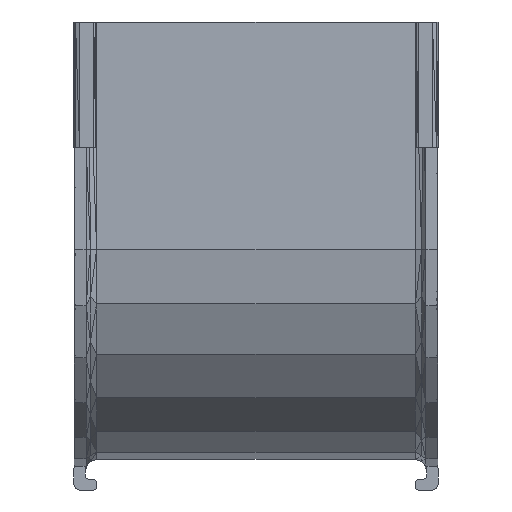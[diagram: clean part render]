
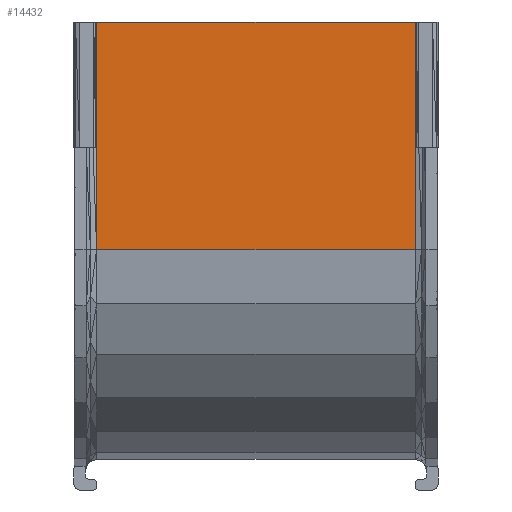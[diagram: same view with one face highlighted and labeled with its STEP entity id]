
A CAD part, front view. The second image highlights one B-rep face of the part: STEP entity #14432.
In plain terms, the highlighted planar face has unit normal (0, -1, 0).
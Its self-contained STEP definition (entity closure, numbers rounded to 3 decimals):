
#98 = PLANE('',#99);
#99 = AXIS2_PLACEMENT_3D('',#100,#101,#102);
#100 = CARTESIAN_POINT('',(0.,30.095,0.));
#101 = DIRECTION('',(0.,0.,1.));
#102 = DIRECTION('',(1.,0.,0.));
#1301 = VERTEX_POINT('',#1302);
#1302 = CARTESIAN_POINT('',(-28.,29.986,-40.));
#1309 = PLANE('',#1310);
#1310 = AXIS2_PLACEMENT_3D('',#1311,#1312,#1313);
#1311 = CARTESIAN_POINT('',(-28.36,29.836,
    -19.625));
#1312 = DIRECTION('',(0.383,-0.924,0.
    ));
#1313 = DIRECTION('',(-0.924,-0.383,0.));
#1328 = EDGE_CURVE('',#1301,#1329,#1331,.T.);
#1329 = VERTEX_POINT('',#1330);
#1330 = CARTESIAN_POINT('',(-28.,29.986,0.));
#1331 = SURFACE_CURVE('',#1332,(#1336,#1343),.PCURVE_S1.);
#1332 = LINE('',#1333,#1334);
#1333 = CARTESIAN_POINT('',(-28.,29.986,-40.));
#1334 = VECTOR('',#1335,1.);
#1335 = DIRECTION('',(0.,0.,1.));
#1336 = PCURVE('',#1309,#1337);
#1337 = DEFINITIONAL_REPRESENTATION('',(#1338),#1342);
#1338 = LINE('',#1339,#1340);
#1339 = CARTESIAN_POINT('',(-0.39,20.375));
#1340 = VECTOR('',#1341,1.);
#1341 = DIRECTION('',(0.,-1.));
#1342 = ( GEOMETRIC_REPRESENTATION_CONTEXT(2) 
PARAMETRIC_REPRESENTATION_CONTEXT() REPRESENTATION_CONTEXT('2D SPACE',''
  ) );
#1343 = PCURVE('',#1344,#1349);
#1344 = PLANE('',#1345);
#1345 = AXIS2_PLACEMENT_3D('',#1346,#1347,#1348);
#1346 = CARTESIAN_POINT('',(0.,29.986,-20.));
#1347 = DIRECTION('',(-0.,-1.,-0.));
#1348 = DIRECTION('',(0.,0.,-1.));
#1349 = DEFINITIONAL_REPRESENTATION('',(#1350),#1354);
#1350 = LINE('',#1351,#1352);
#1351 = CARTESIAN_POINT('',(20.,-28.));
#1352 = VECTOR('',#1353,1.);
#1353 = DIRECTION('',(-1.,0.));
#1354 = ( GEOMETRIC_REPRESENTATION_CONTEXT(2) 
PARAMETRIC_REPRESENTATION_CONTEXT() REPRESENTATION_CONTEXT('2D SPACE',''
  ) );
#1478 = PLANE('',#1479);
#1479 = AXIS2_PLACEMENT_3D('',#1480,#1481,#1482);
#1480 = CARTESIAN_POINT('',(0.,30.613,-44.764));
#1481 = DIRECTION('',(-0.,-0.991,-0.131));
#1482 = DIRECTION('',(0.,0.131,-0.991));
#10528 = VERTEX_POINT('',#10529);
#10529 = CARTESIAN_POINT('',(28.,29.986,0.));
#10550 = PLANE('',#10551);
#10551 = AXIS2_PLACEMENT_3D('',#10552,#10553,#10554);
#10552 = CARTESIAN_POINT('',(28.278,29.903,
    -20.282));
#10553 = DIRECTION('',(-0.286,-0.958,
    0.));
#10554 = DIRECTION('',(-0.958,0.286,
    0.));
#10884 = EDGE_CURVE('',#10885,#10528,#10887,.T.);
#10885 = VERTEX_POINT('',#10886);
#10886 = CARTESIAN_POINT('',(28.,29.986,-40.));
#10887 = SURFACE_CURVE('',#10888,(#10892,#10899),.PCURVE_S1.);
#10888 = LINE('',#10889,#10890);
#10889 = CARTESIAN_POINT('',(28.,29.986,-40.));
#10890 = VECTOR('',#10891,1.);
#10891 = DIRECTION('',(0.,0.,1.));
#10892 = PCURVE('',#10550,#10893);
#10893 = DEFINITIONAL_REPRESENTATION('',(#10894),#10898);
#10894 = LINE('',#10895,#10896);
#10895 = CARTESIAN_POINT('',(0.29,19.718));
#10896 = VECTOR('',#10897,1.);
#10897 = DIRECTION('',(0.,-1.));
#10898 = ( GEOMETRIC_REPRESENTATION_CONTEXT(2) 
PARAMETRIC_REPRESENTATION_CONTEXT() REPRESENTATION_CONTEXT('2D SPACE',''
  ) );
#10899 = PCURVE('',#1344,#10900);
#10900 = DEFINITIONAL_REPRESENTATION('',(#10901),#10905);
#10901 = LINE('',#10902,#10903);
#10902 = CARTESIAN_POINT('',(20.,28.));
#10903 = VECTOR('',#10904,1.);
#10904 = DIRECTION('',(-1.,0.));
#10905 = ( GEOMETRIC_REPRESENTATION_CONTEXT(2) 
PARAMETRIC_REPRESENTATION_CONTEXT() REPRESENTATION_CONTEXT('2D SPACE',''
  ) );
#13034 = EDGE_CURVE('',#1329,#10528,#13035,.T.);
#13035 = SURFACE_CURVE('',#13036,(#13040,#13047),.PCURVE_S1.);
#13036 = LINE('',#13037,#13038);
#13037 = CARTESIAN_POINT('',(-28.,29.986,0.));
#13038 = VECTOR('',#13039,1.);
#13039 = DIRECTION('',(1.,0.,0.));
#13040 = PCURVE('',#98,#13041);
#13041 = DEFINITIONAL_REPRESENTATION('',(#13042),#13046);
#13042 = LINE('',#13043,#13044);
#13043 = CARTESIAN_POINT('',(-28.,-0.11));
#13044 = VECTOR('',#13045,1.);
#13045 = DIRECTION('',(1.,0.));
#13046 = ( GEOMETRIC_REPRESENTATION_CONTEXT(2) 
PARAMETRIC_REPRESENTATION_CONTEXT() REPRESENTATION_CONTEXT('2D SPACE',''
  ) );
#13047 = PCURVE('',#1344,#13048);
#13048 = DEFINITIONAL_REPRESENTATION('',(#13049),#13053);
#13049 = LINE('',#13050,#13051);
#13050 = CARTESIAN_POINT('',(-20.,-28.));
#13051 = VECTOR('',#13052,1.);
#13052 = DIRECTION('',(0.,1.));
#13053 = ( GEOMETRIC_REPRESENTATION_CONTEXT(2) 
PARAMETRIC_REPRESENTATION_CONTEXT() REPRESENTATION_CONTEXT('2D SPACE',''
  ) );
#14432 = ADVANCED_FACE('',(#14433),#1344,.T.);
#14433 = FACE_BOUND('',#14434,.T.);
#14434 = EDGE_LOOP('',(#14435,#14436,#14437,#14438));
#14435 = ORIENTED_EDGE('',*,*,#10884,.T.);
#14436 = ORIENTED_EDGE('',*,*,#13034,.F.);
#14437 = ORIENTED_EDGE('',*,*,#1328,.F.);
#14438 = ORIENTED_EDGE('',*,*,#14439,.T.);
#14439 = EDGE_CURVE('',#1301,#10885,#14440,.T.);
#14440 = SURFACE_CURVE('',#14441,(#14445,#14452),.PCURVE_S1.);
#14441 = LINE('',#14442,#14443);
#14442 = CARTESIAN_POINT('',(-28.,29.986,-40.));
#14443 = VECTOR('',#14444,1.);
#14444 = DIRECTION('',(1.,0.,0.));
#14445 = PCURVE('',#1344,#14446);
#14446 = DEFINITIONAL_REPRESENTATION('',(#14447),#14451);
#14447 = LINE('',#14448,#14449);
#14448 = CARTESIAN_POINT('',(20.,-28.));
#14449 = VECTOR('',#14450,1.);
#14450 = DIRECTION('',(0.,1.));
#14451 = ( GEOMETRIC_REPRESENTATION_CONTEXT(2) 
PARAMETRIC_REPRESENTATION_CONTEXT() REPRESENTATION_CONTEXT('2D SPACE',''
  ) );
#14452 = PCURVE('',#1478,#14453);
#14453 = DEFINITIONAL_REPRESENTATION('',(#14454),#14458);
#14454 = LINE('',#14455,#14456);
#14455 = CARTESIAN_POINT('',(-4.805,-28.));
#14456 = VECTOR('',#14457,1.);
#14457 = DIRECTION('',(0.,1.));
#14458 = ( GEOMETRIC_REPRESENTATION_CONTEXT(2) 
PARAMETRIC_REPRESENTATION_CONTEXT() REPRESENTATION_CONTEXT('2D SPACE',''
  ) );
